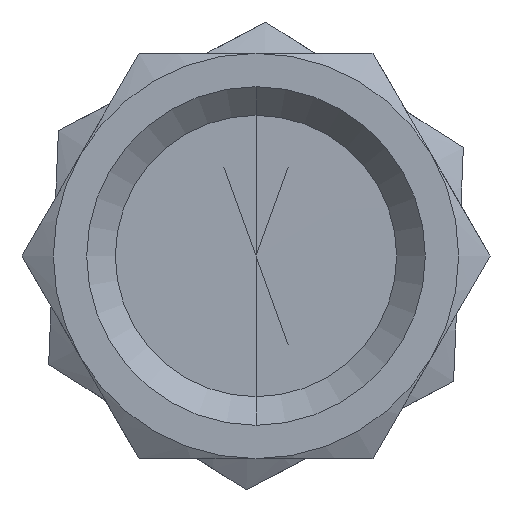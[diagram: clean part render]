
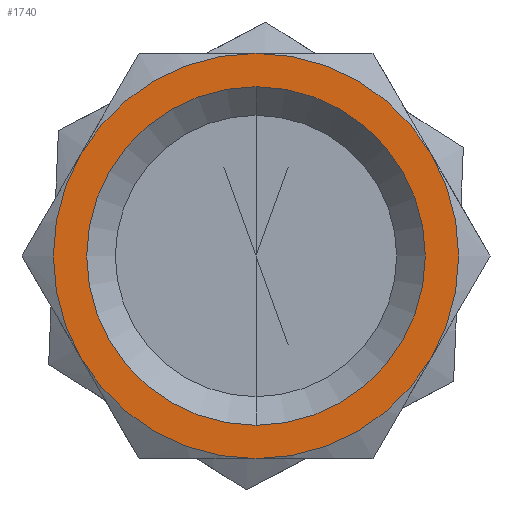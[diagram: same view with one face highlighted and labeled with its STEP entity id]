
A CAD part, front view. The second image highlights one B-rep face of the part: STEP entity #1740.
In plain terms, the highlighted planar face has unit normal (0, -1, 0).
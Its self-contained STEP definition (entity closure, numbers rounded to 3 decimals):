
#130 = EDGE_LOOP ( 'NONE', ( #517, #518 ) ) ;
#140 = EDGE_LOOP ( 'NONE', ( #511, #512, #513, #514, #515, #516 ) ) ;
#249 = CARTESIAN_POINT ( 'NONE',  ( 0., 0., 0. ) ) ;
#250 = DIRECTION ( 'NONE',  ( 0., -1., 0. ) ) ;
#251 = DIRECTION ( 'NONE',  ( 0., 0., -1. ) ) ;
#459 = CARTESIAN_POINT ( 'NONE',  ( 0., 0., 0. ) ) ;
#460 = DIRECTION ( 'NONE',  ( 0., -1., 0. ) ) ;
#461 = DIRECTION ( 'NONE',  ( 0., 0., -1. ) ) ;
#467 = CARTESIAN_POINT ( 'NONE',  ( 0., 0., 0. ) ) ;
#468 = DIRECTION ( 'NONE',  ( 0., -1., 0. ) ) ;
#469 = DIRECTION ( 'NONE',  ( 0., 0., -1. ) ) ;
#511 = ORIENTED_EDGE ( 'NONE', *, *, #1709, .T. ) ;
#512 = ORIENTED_EDGE ( 'NONE', *, *, #1707, .T. ) ;
#513 = ORIENTED_EDGE ( 'NONE', *, *, #1716, .T. ) ;
#514 = ORIENTED_EDGE ( 'NONE', *, *, #1717, .T. ) ;
#515 = ORIENTED_EDGE ( 'NONE', *, *, #1719, .T. ) ;
#516 = ORIENTED_EDGE ( 'NONE', *, *, #1715, .T. ) ;
#517 = ORIENTED_EDGE ( 'NONE', *, *, #1714, .F. ) ;
#518 = ORIENTED_EDGE ( 'NONE', *, *, #2471, .F. ) ;
#738 = CIRCLE ( 'NONE', #2383, 8.5 ) ;
#739 = CIRCLE ( 'NONE', #2382, 8.5 ) ;
#743 = CIRCLE ( 'NONE', #2386, 8.5 ) ;
#745 = CIRCLE ( 'NONE', #2385, 7.1 ) ;
#747 = CIRCLE ( 'NONE', #2387, 8.5 ) ;
#748 = CIRCLE ( 'NONE', #2388, 8.5 ) ;
#750 = CIRCLE ( 'NONE', #2389, 8.5 ) ;
#782 = FACE_OUTER_BOUND ( 'NONE', #140, .T. ) ;
#784 = FACE_BOUND ( 'NONE', #130, .T. ) ;
#931 = CIRCLE ( 'NONE', #1513, 7.1 ) ;
#1136 = CARTESIAN_POINT ( 'NONE',  ( -7.361, 0., -4.25 ) ) ;
#1137 = CARTESIAN_POINT ( 'NONE',  ( -7.361, 0., 4.25 ) ) ;
#1138 = CARTESIAN_POINT ( 'NONE',  ( 0., 0., 8.5 ) ) ;
#1139 = CARTESIAN_POINT ( 'NONE',  ( 7.361, 0., 4.25 ) ) ;
#1142 = CARTESIAN_POINT ( 'NONE',  ( 0., 0., -8.5 ) ) ;
#1146 = CARTESIAN_POINT ( 'NONE',  ( 0., 0., -7.1 ) ) ;
#1147 = CARTESIAN_POINT ( 'NONE',  ( 0., 0., 7.1 ) ) ;
#1151 = CARTESIAN_POINT ( 'NONE',  ( 7.361, 0., -4.25 ) ) ;
#1338 = CARTESIAN_POINT ( 'NONE',  ( 0., 0., 0. ) ) ;
#1339 = DIRECTION ( 'NONE',  ( 0., -1., 0. ) ) ;
#1340 = DIRECTION ( 'NONE',  ( 0., 0., -1. ) ) ;
#1341 = CARTESIAN_POINT ( 'NONE',  ( 0., 0., 0. ) ) ;
#1342 = DIRECTION ( 'NONE',  ( 0., -1., 0. ) ) ;
#1343 = DIRECTION ( 'NONE',  ( 0., 0., -1. ) ) ;
#1346 = CARTESIAN_POINT ( 'NONE',  ( 0., 0., 0. ) ) ;
#1347 = DIRECTION ( 'NONE',  ( 0., -1., 0. ) ) ;
#1348 = DIRECTION ( 'NONE',  ( 0., 0., -1. ) ) ;
#1350 = CARTESIAN_POINT ( 'NONE',  ( 0., 0., 0. ) ) ;
#1351 = DIRECTION ( 'NONE',  ( 0., -1., 0. ) ) ;
#1352 = DIRECTION ( 'NONE',  ( 0., 0., -1. ) ) ;
#1355 = CARTESIAN_POINT ( 'NONE',  ( 0., 0., 0. ) ) ;
#1356 = DIRECTION ( 'NONE',  ( 0., -1., 0. ) ) ;
#1357 = DIRECTION ( 'NONE',  ( 0., 0., -1. ) ) ;
#1418 = DIRECTION ( 'NONE',  ( 0., -1., 0. ) ) ;
#1419 = CARTESIAN_POINT ( 'NONE',  ( 0., 0., 0. ) ) ;
#1421 = PLANE ( 'NONE',  #2407 ) ;
#1423 = DIRECTION ( 'NONE',  ( 0., 0., -1. ) ) ;
#1513 = AXIS2_PLACEMENT_3D ( 'NONE', #249, #250, #251 ) ;
#1707 = EDGE_CURVE ( 'NONE', #1899, #1887, #739, .T. ) ;
#1709 = EDGE_CURVE ( 'NONE', #1890, #1899, #738, .T. ) ;
#1714 = EDGE_CURVE ( 'NONE', #1894, #1895, #745, .T. ) ;
#1715 = EDGE_CURVE ( 'NONE', #1884, #1890, #743, .T. ) ;
#1716 = EDGE_CURVE ( 'NONE', #1887, #1886, #747, .T. ) ;
#1717 = EDGE_CURVE ( 'NONE', #1886, #1885, #748, .T. ) ;
#1719 = EDGE_CURVE ( 'NONE', #1885, #1884, #750, .T. ) ;
#1740 = ADVANCED_FACE ( 'NONE', ( #782, #784 ), #1421, .T. ) ;
#1884 = VERTEX_POINT ( 'NONE', #1136 ) ;
#1885 = VERTEX_POINT ( 'NONE', #1137 ) ;
#1886 = VERTEX_POINT ( 'NONE', #1138 ) ;
#1887 = VERTEX_POINT ( 'NONE', #1139 ) ;
#1890 = VERTEX_POINT ( 'NONE', #1142 ) ;
#1894 = VERTEX_POINT ( 'NONE', #1146 ) ;
#1895 = VERTEX_POINT ( 'NONE', #1147 ) ;
#1899 = VERTEX_POINT ( 'NONE', #1151 ) ;
#2382 = AXIS2_PLACEMENT_3D ( 'NONE', #459, #460, #461 ) ;
#2383 = AXIS2_PLACEMENT_3D ( 'NONE', #467, #468, #469 ) ;
#2385 = AXIS2_PLACEMENT_3D ( 'NONE', #1338, #1339, #1340 ) ;
#2386 = AXIS2_PLACEMENT_3D ( 'NONE', #1341, #1342, #1343 ) ;
#2387 = AXIS2_PLACEMENT_3D ( 'NONE', #1346, #1347, #1348 ) ;
#2388 = AXIS2_PLACEMENT_3D ( 'NONE', #1350, #1351, #1352 ) ;
#2389 = AXIS2_PLACEMENT_3D ( 'NONE', #1355, #1356, #1357 ) ;
#2407 = AXIS2_PLACEMENT_3D ( 'NONE', #1419, #1418, #1423 ) ;
#2471 = EDGE_CURVE ( 'NONE', #1895, #1894, #931, .T. ) ;
